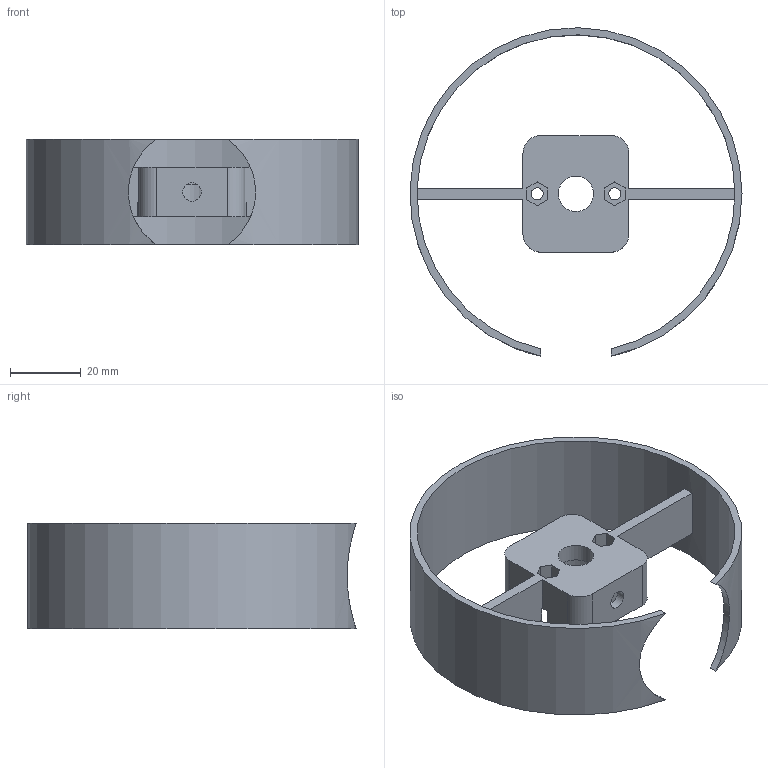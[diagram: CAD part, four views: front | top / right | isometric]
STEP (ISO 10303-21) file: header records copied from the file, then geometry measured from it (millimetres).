
FILE_DESCRIPTION(('FreeCAD Model'),'2;1');
FILE_NAME('Open CASCADE Shape Model','2021-07-31T14:16:22',('Author'),( ''),'Open CASCADE STEP processor 7.5','FreeCAD','Unknown');
FILE_SCHEMA(('AUTOMOTIVE_DESIGN { 1 0 10303 214 1 1 1 1 }'));
Length unit declared in the file: millimetre
Products named in the file (1): Art56MotorCoverRing
Bounding box: 93.98 x 92.93 x 30 mm (x, y, z)
Volume: 27846.9 mm3; surface area: 23106.3 mm2
Topology: 1 solids, 1 shells, 60 faces, 191 edges, 130 vertices
Faces by surface type: plane 47, cylinder 13
Full cylindrical faces by diameter (mm): 3.4 x2, 5.2 x1, 10 x1, 16.4 x1
Entity records: 5404 total; most frequent: CARTESIAN_POINT 1632, DIRECTION 695, LINE 449, VECTOR 449, ORIENTED_EDGE 382, PCURVE 382, DEFINITIONAL_REPRESENTATION 382, EDGE_CURVE 191
